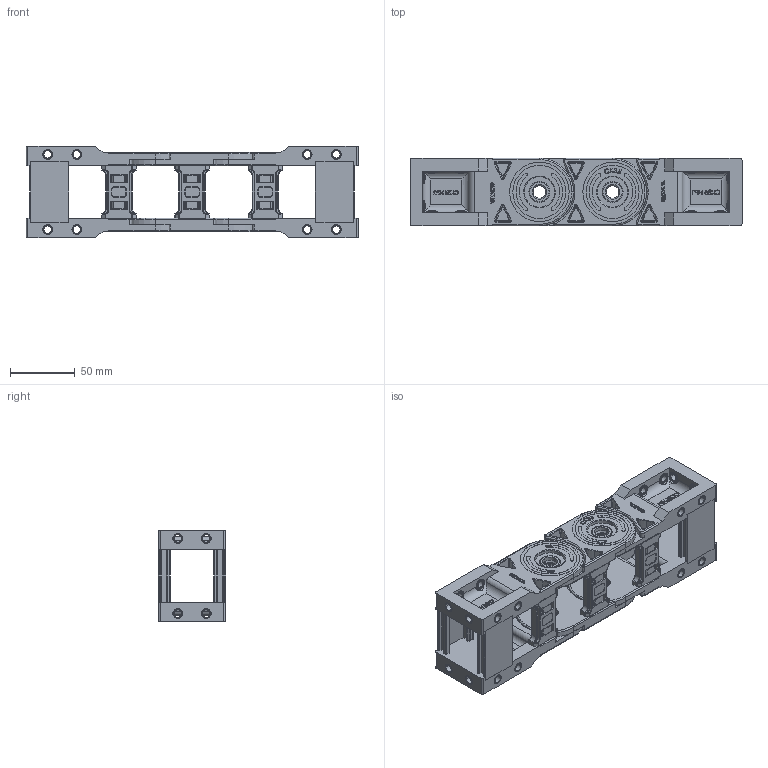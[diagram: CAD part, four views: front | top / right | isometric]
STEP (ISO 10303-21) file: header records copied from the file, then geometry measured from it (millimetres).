
FILE_DESCRIPTION (( 'STEP AP214' ), '1' );
FILE_NAME ('CK35-A040-AYAK.STEP', '2019-09-16T12:06:11', ( '' ), ( '' ), 'SwSTEP 2.0', 'SolidWorks 2017', '' );
FILE_SCHEMA (( 'AUTOMOTIVE_DESIGN' ));
Length unit declared in the file: millimetre
Products named in the file (1): CK35-A040-AYAK
Bounding box: 256.46 x 52.05 x 71 mm (x, y, z)
Volume: 253241.5 mm3; surface area: 174446.1 mm2
Topology: 40 solids, 40 shells, 4778 faces, 12174 edges, 7604 vertices
Faces by surface type: cylinder 1832, plane 1794, bspline 564, torus 420, cone 92, sphere 76
Entity records: 189057 total; most frequent: CARTESIAN_POINT 75667, ORIENTED_EDGE 24132, DIRECTION 23006, EDGE_CURVE 12066, AXIS2_PLACEMENT_3D 8215, VERTEX_POINT 7604, LINE 6576, VECTOR 6576
